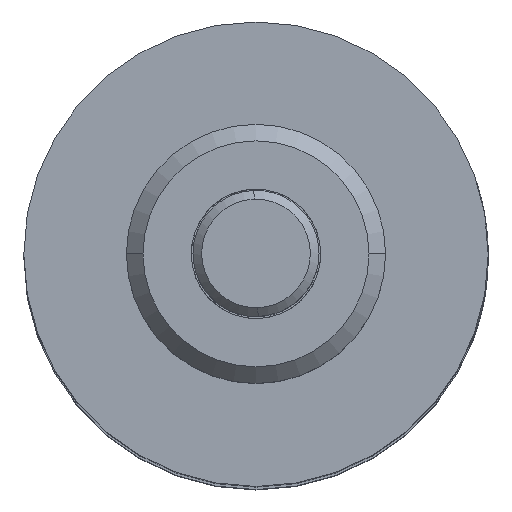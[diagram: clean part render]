
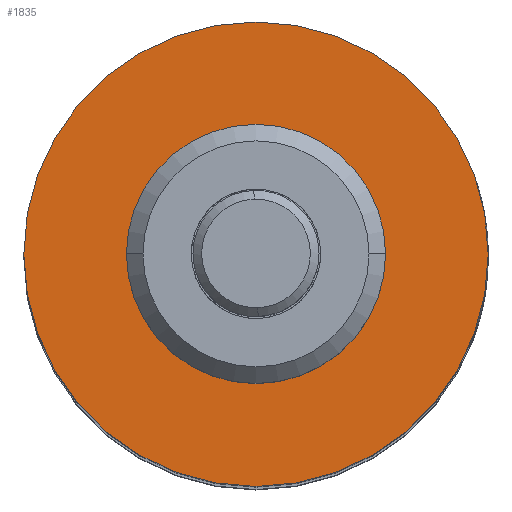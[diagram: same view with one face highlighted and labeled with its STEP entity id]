
A CAD part, top view. The second image highlights one B-rep face of the part: STEP entity #1835.
In plain terms, the highlighted face is planar.
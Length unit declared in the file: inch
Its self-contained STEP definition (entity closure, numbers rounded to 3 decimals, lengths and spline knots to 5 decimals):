
#63 = VERTEX_POINT ( 'NONE', #2120 ) ;
#255 = CIRCLE ( 'NONE', #361, 0.31125 ) ;
#289 = ORIENTED_EDGE ( 'NONE', *, *, #1103, .F. ) ;
#361 = AXIS2_PLACEMENT_3D ( 'NONE', #2018, #627, #2262 ) ;
#369 = AXIS2_PLACEMENT_3D ( 'NONE', #2722, #1313, #2961 ) ;
#627 = DIRECTION ( 'NONE',  ( -1., 0., 0. ) ) ;
#650 = FACE_OUTER_BOUND ( 'NONE', #2716, .T. ) ;
#693 = DIRECTION ( 'NONE',  ( 0., 0., -1. ) ) ;
#723 = FACE_BOUND ( 'NONE', #2056, .T. ) ;
#755 = CIRCLE ( 'NONE', #986, 0.56 ) ;
#902 = ORIENTED_EDGE ( 'NONE', *, *, #2665, .T. ) ;
#912 = CARTESIAN_POINT ( 'NONE',  ( 0.62, 0., -0.31125 ) ) ;
#986 = AXIS2_PLACEMENT_3D ( 'NONE', #2789, #1379, #3024 ) ;
#1048 = VERTEX_POINT ( 'NONE', #2727 ) ;
#1103 = EDGE_CURVE ( 'NONE', #1544, #1795, #2667, .T. ) ;
#1130 = CARTESIAN_POINT ( 'NONE',  ( 0.62, 0., 0. ) ) ;
#1313 = DIRECTION ( 'NONE',  ( -1., 0., 0. ) ) ;
#1356 = DIRECTION ( 'NONE',  ( 0., 0., 1. ) ) ;
#1379 = DIRECTION ( 'NONE',  ( -1., 0., 0. ) ) ;
#1391 = EDGE_CURVE ( 'NONE', #63, #1048, #2779, .T. ) ;
#1544 = VERTEX_POINT ( 'NONE', #912 ) ;
#1619 = ORIENTED_EDGE ( 'NONE', *, *, #1743, .F. ) ;
#1621 = CARTESIAN_POINT ( 'NONE',  ( 0.62, 0.56, 0. ) ) ;
#1743 = EDGE_CURVE ( 'NONE', #1795, #1544, #255, .T. ) ;
#1770 = AXIS2_PLACEMENT_3D ( 'NONE', #1621, #2093, #693 ) ;
#1795 = VERTEX_POINT ( 'NONE', #2033 ) ;
#1835 = ADVANCED_FACE ( 'NONE', ( #723, #650 ), #2793, .F. ) ;
#2018 = CARTESIAN_POINT ( 'NONE',  ( 0.62, 0., 0. ) ) ;
#2033 = CARTESIAN_POINT ( 'NONE',  ( 0.62, 0., 0.31125 ) ) ;
#2056 = EDGE_LOOP ( 'NONE', ( #1619, #289 ) ) ;
#2093 = DIRECTION ( 'NONE',  ( 1., 0., 0. ) ) ;
#2120 = CARTESIAN_POINT ( 'NONE',  ( 0.62, 0., 0.56 ) ) ;
#2262 = DIRECTION ( 'NONE',  ( 0., 0., 1. ) ) ;
#2480 = AXIS2_PLACEMENT_3D ( 'NONE', #1130, #2762, #1356 ) ;
#2665 = EDGE_CURVE ( 'NONE', #1048, #63, #755, .T. ) ;
#2667 = CIRCLE ( 'NONE', #2480, 0.31125 ) ;
#2670 = ORIENTED_EDGE ( 'NONE', *, *, #1391, .T. ) ;
#2716 = EDGE_LOOP ( 'NONE', ( #2670, #902 ) ) ;
#2722 = CARTESIAN_POINT ( 'NONE',  ( 0.62, 0., 0. ) ) ;
#2727 = CARTESIAN_POINT ( 'NONE',  ( 0.62, 0., -0.56 ) ) ;
#2762 = DIRECTION ( 'NONE',  ( -1., 0., 0. ) ) ;
#2779 = CIRCLE ( 'NONE', #369, 0.56 ) ;
#2789 = CARTESIAN_POINT ( 'NONE',  ( 0.62, 0., 0. ) ) ;
#2793 = PLANE ( 'NONE',  #1770 ) ;
#2961 = DIRECTION ( 'NONE',  ( 0., 0., 1. ) ) ;
#3024 = DIRECTION ( 'NONE',  ( 0., 0., 1. ) ) ;
